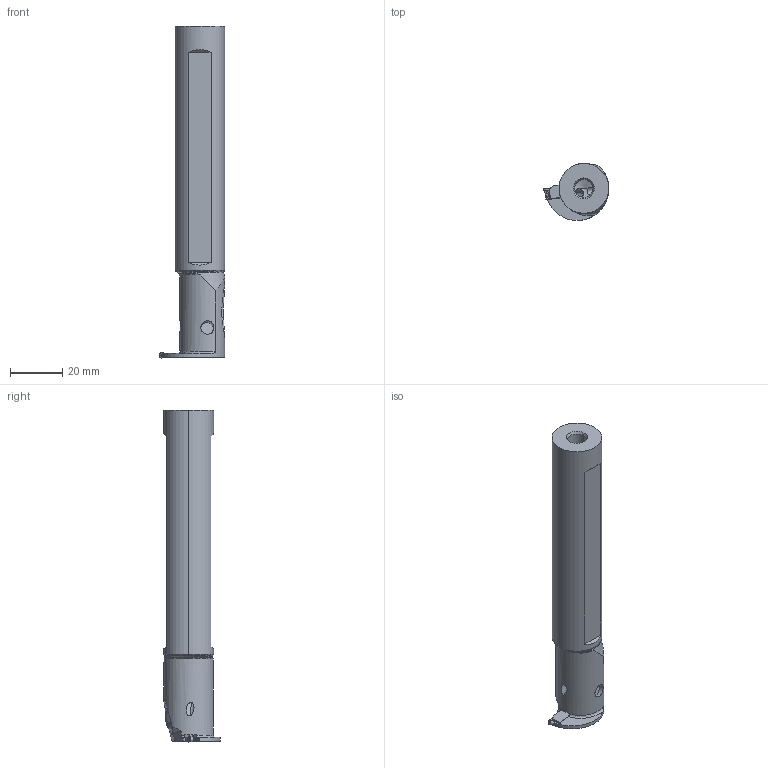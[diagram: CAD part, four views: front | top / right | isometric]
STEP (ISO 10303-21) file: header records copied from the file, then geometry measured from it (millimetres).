
FILE_DESCRIPTION(/* description */ (''),/* implementation_level */ '2;1');
FILE_NAME(/* name */ 'GYARUS12K90A-D06_CW0_079_IR0_04.stp',/* time_stamp */ '2023-02-27T12:26:17+09:00',/* author */ (''),/* organization */ (''),/* preprocessor_version */ 'ST-DEVELOPER v16',/* originating_system */ 'SIEMENS PLM Software NX 10.0',/* authorisation */ '');
FILE_SCHEMA (('AUTOMOTIVE_DESIGN { 1 0 10303 214 3 1 1 1 }'));
Length unit declared in the file: millimetre
Products named in the file (1): GYARUS12K90A-D06_CW0_079_IR0_04_ASM
Bounding box: 25.1 x 21.61 x 127 mm (x, y, z)
Volume: 29548.9 mm3; surface area: 11428.6 mm2
Topology: 2 solids, 2 shells, 176 faces, 523 edges, 373 vertices
Faces by surface type: cylinder 58, plane 46, bspline 45, cone 16, torus 6, extrusion 3, sphere 2
Entity records: 10538 total; most frequent: CARTESIAN_POINT 6210, ORIENTED_EDGE 994, DIRECTION 700, EDGE_CURVE 497, VERTEX_POINT 328, AXIS2_PLACEMENT_3D 267, B_SPLINE_CURVE_WITH_KNOTS 212, EDGE_LOOP 185
